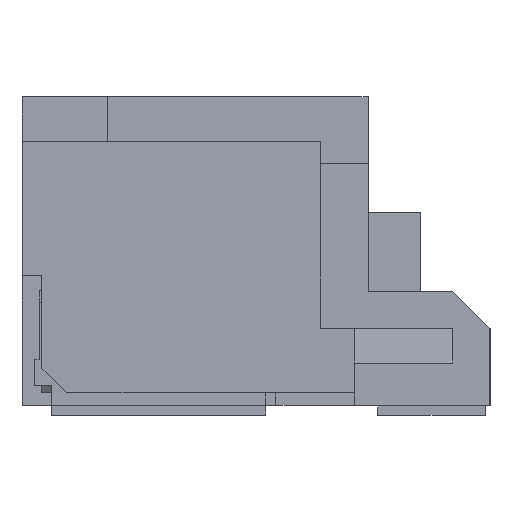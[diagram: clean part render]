
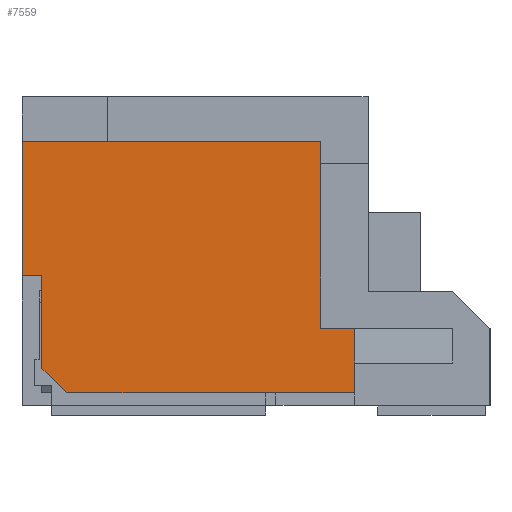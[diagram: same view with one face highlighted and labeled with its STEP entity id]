
A CAD part, left-side view. The second image highlights one B-rep face of the part: STEP entity #7559.
In plain terms, the highlighted planar face has unit normal (-1, 0, 0).
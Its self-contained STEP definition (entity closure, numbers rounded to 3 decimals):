
#57=DIRECTION('',(0.,0.,1.));
#58=VECTOR('',#57,3.75);
#59=CARTESIAN_POINT('',(-13.,-1.1,-1.39));
#60=LINE('',#59,#58);
#577=DIRECTION('',(0.,0.,-1.));
#578=VECTOR('',#577,2.7);
#579=CARTESIAN_POINT('',(-13.,4.9,2.36));
#580=LINE('',#579,#578);
#1345=DIRECTION('',(0.,-0.707,-0.707));
#1346=VECTOR('',#1345,0.707);
#1347=CARTESIAN_POINT('',(-13.,4.5,-2.19));
#1348=LINE('',#1347,#1346);
#1349=DIRECTION('',(0.,1.,0.));
#1350=VECTOR('',#1349,0.4);
#1351=CARTESIAN_POINT('',(-13.,4.5,-0.34));
#1352=LINE('',#1351,#1350);
#1353=DIRECTION('',(0.,-1.,0.));
#1354=VECTOR('',#1353,6.);
#1355=CARTESIAN_POINT('',(-13.,4.9,2.36));
#1356=LINE('',#1355,#1354);
#1357=DIRECTION('',(0.,0.,-1.));
#1358=VECTOR('',#1357,0.7);
#1359=CARTESIAN_POINT('',(-13.,-1.784,
-1.39));
#1360=LINE('',#1359,#1358);
#1365=DIRECTION('',(0.,0.,1.));
#1366=VECTOR('',#1365,0.6);
#1367=CARTESIAN_POINT('',(-13.,-1.784,
-2.69));
#1368=LINE('',#1367,#1366);
#1377=DIRECTION('',(0.,-1.,0.));
#1378=VECTOR('',#1377,5.784);
#1379=CARTESIAN_POINT('',(-13.,4.,-2.69));
#1380=LINE('',#1379,#1378);
#1781=DIRECTION('',(0.,0.,-1.));
#1782=VECTOR('',#1781,1.85);
#1783=CARTESIAN_POINT('',(-13.,4.5,-0.34));
#1784=LINE('',#1783,#1782);
#1913=DIRECTION('',(0.,1.,0.));
#1914=VECTOR('',#1913,0.684);
#1915=CARTESIAN_POINT('',(-13.,-1.784,
-1.39));
#1916=LINE('',#1915,#1914);
#4370=CARTESIAN_POINT('',(-13.,-1.1,-1.39));
#4372=VERTEX_POINT('',#4370);
#4379=CARTESIAN_POINT('',(-13.,-1.1,2.36));
#4380=VERTEX_POINT('',#4379);
#4725=CARTESIAN_POINT('',(-13.,4.5,-0.34));
#4726=CARTESIAN_POINT('',(-13.,4.5,-2.19));
#4727=VERTEX_POINT('',#4725);
#4728=VERTEX_POINT('',#4726);
#4755=CARTESIAN_POINT('',(-13.,4.,-2.69));
#4756=VERTEX_POINT('',#4755);
#4761=CARTESIAN_POINT('',(-13.,-1.784,
-1.39));
#4762=VERTEX_POINT('',#4761);
#4845=CARTESIAN_POINT('',(-13.,4.9,-0.34));
#4846=VERTEX_POINT('',#4845);
#4847=CARTESIAN_POINT('',(-13.,-1.784,
-2.69));
#4848=VERTEX_POINT('',#4847);
#4849=CARTESIAN_POINT('',(-13.,-1.784,
-2.09));
#4850=VERTEX_POINT('',#4849);
#4851=CARTESIAN_POINT('',(-13.,4.9,2.36));
#4852=VERTEX_POINT('',#4851);
#7535=CARTESIAN_POINT('',(-13.,4.9,-0.34));
#7536=DIRECTION('',(1.,0.,0.));
#7537=DIRECTION('',(0.,0.,1.));
#7538=AXIS2_PLACEMENT_3D('',#7535,#7536,#7537);
#7539=PLANE('',#7538);
#7541=ORIENTED_EDGE('',*,*,#7540,.F.);
#7543=ORIENTED_EDGE('',*,*,#7542,.F.);
#7545=ORIENTED_EDGE('',*,*,#7544,.F.);
#7547=ORIENTED_EDGE('',*,*,#7546,.F.);
#7548=ORIENTED_EDGE('',*,*,#7527,.T.);
#7549=ORIENTED_EDGE('',*,*,#6489,.F.);
#7551=ORIENTED_EDGE('',*,*,#7550,.T.);
#7552=ORIENTED_EDGE('',*,*,#5768,.F.);
#7554=ORIENTED_EDGE('',*,*,#7553,.F.);
#7556=ORIENTED_EDGE('',*,*,#7555,.T.);
#7557=EDGE_LOOP('',(#7541,#7543,#7545,#7547,#7548,#7549,#7551,#7552,#7554,
#7556));
#7558=FACE_OUTER_BOUND('',#7557,.F.);
#7559=ADVANCED_FACE('',(#7558),#7539,.F.);
#5768=EDGE_CURVE('',#4372,#4380,#60,.T.);
#6489=EDGE_CURVE('',#4852,#4846,#580,.T.);
#7527=EDGE_CURVE('',#4727,#4846,#1352,.T.);
#7540=EDGE_CURVE('',#4848,#4850,#1368,.T.);
#7542=EDGE_CURVE('',#4756,#4848,#1380,.T.);
#7544=EDGE_CURVE('',#4728,#4756,#1348,.T.);
#7546=EDGE_CURVE('',#4727,#4728,#1784,.T.);
#7550=EDGE_CURVE('',#4852,#4380,#1356,.T.);
#7553=EDGE_CURVE('',#4762,#4372,#1916,.T.);
#7555=EDGE_CURVE('',#4762,#4850,#1360,.T.);
